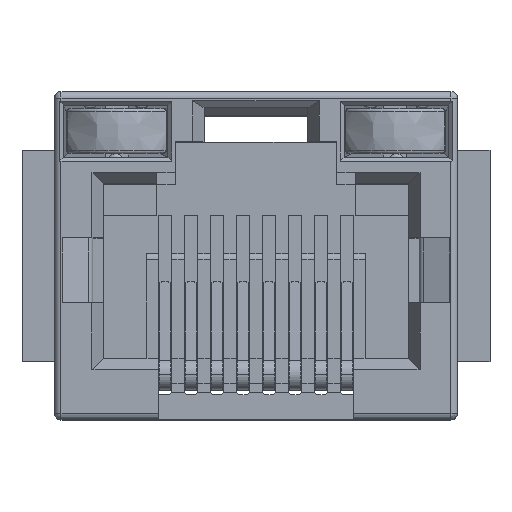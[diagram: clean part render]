
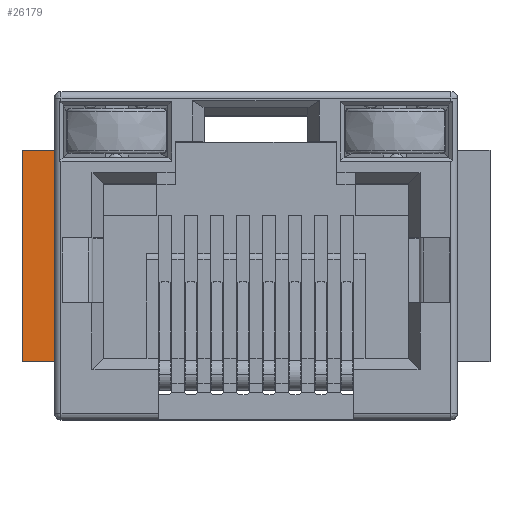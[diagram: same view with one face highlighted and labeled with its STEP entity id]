
A CAD part, top view. The second image highlights one B-rep face of the part: STEP entity #26179.
In plain terms, the highlighted planar face has unit normal (0, 0, 1).
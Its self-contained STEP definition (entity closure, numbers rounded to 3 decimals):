
#5686 = PLANE('',#5687);
#5687 = AXIS2_PLACEMENT_3D('',#5688,#5689,#5690);
#5688 = CARTESIAN_POINT('',(-9.424,4.926,-12.71));
#5689 = DIRECTION('',(-1.,0.,0.));
#5690 = DIRECTION('',(0.,-1.,0.));
#11610 = VERTEX_POINT('',#11611);
#11611 = CARTESIAN_POINT('',(-9.424,2.894,-2.169));
#11625 = PLANE('',#11626);
#11626 = AXIS2_PLACEMENT_3D('',#11627,#11628,#11629);
#11627 = CARTESIAN_POINT('',(-10.694,2.894,-2.169));
#11628 = DIRECTION('',(0.,-1.,0.));
#11629 = DIRECTION('',(0.,0.,-1.));
#11637 = EDGE_CURVE('',#11610,#11638,#11640,.T.);
#11638 = VERTEX_POINT('',#11639);
#11639 = CARTESIAN_POINT('',(-9.424,-5.361,-2.169)
  );
#11640 = SURFACE_CURVE('',#11641,(#11645,#11652),.PCURVE_S1.);
#11641 = LINE('',#11642,#11643);
#11642 = CARTESIAN_POINT('',(-9.424,-1.233,-2.169));
#11643 = VECTOR('',#11644,1.);
#11644 = DIRECTION('',(0.,-1.,0.));
#11645 = PCURVE('',#5686,#11646);
#11646 = DEFINITIONAL_REPRESENTATION('',(#11647),#11651);
#11647 = LINE('',#11648,#11649);
#11648 = CARTESIAN_POINT('',(6.16,10.541));
#11649 = VECTOR('',#11650,1.);
#11650 = DIRECTION('',(1.,0.));
#11651 = ( GEOMETRIC_REPRESENTATION_CONTEXT(2) 
PARAMETRIC_REPRESENTATION_CONTEXT() REPRESENTATION_CONTEXT('2D SPACE',''
  ) );
#11652 = PCURVE('',#11653,#11658);
#11653 = PLANE('',#11654);
#11654 = AXIS2_PLACEMENT_3D('',#11655,#11656,#11657);
#11655 = CARTESIAN_POINT('',(-9.424,-5.361,-2.169));
#11656 = DIRECTION('',(0.,0.,-1.));
#11657 = DIRECTION('',(-1.,0.,0.));
#11658 = DEFINITIONAL_REPRESENTATION('',(#11659),#11663);
#11659 = LINE('',#11660,#11661);
#11660 = CARTESIAN_POINT('',(0.,4.128));
#11661 = VECTOR('',#11662,1.);
#11662 = DIRECTION('',(0.,-1.));
#11663 = ( GEOMETRIC_REPRESENTATION_CONTEXT(2) 
PARAMETRIC_REPRESENTATION_CONTEXT() REPRESENTATION_CONTEXT('2D SPACE',''
  ) );
#11681 = PLANE('',#11682);
#11682 = AXIS2_PLACEMENT_3D('',#11683,#11684,#11685);
#11683 = CARTESIAN_POINT('',(-10.694,-5.361,-3.439));
#11684 = DIRECTION('',(0.,1.,0.));
#11685 = DIRECTION('',(0.,-0.,1.));
#26179 = ADVANCED_FACE('',(#26180),#11653,.F.);
#26180 = FACE_BOUND('',#26181,.T.);
#26181 = EDGE_LOOP('',(#26182,#26212,#26233,#26234));
#26182 = ORIENTED_EDGE('',*,*,#26183,.F.);
#26183 = EDGE_CURVE('',#26184,#26186,#26188,.T.);
#26184 = VERTEX_POINT('',#26185);
#26185 = CARTESIAN_POINT('',(-10.694,-5.361,-2.169));
#26186 = VERTEX_POINT('',#26187);
#26187 = CARTESIAN_POINT('',(-10.694,2.894,-2.169));
#26188 = SURFACE_CURVE('',#26189,(#26193,#26200),.PCURVE_S1.);
#26189 = LINE('',#26190,#26191);
#26190 = CARTESIAN_POINT('',(-10.694,-1.233,-2.169));
#26191 = VECTOR('',#26192,1.);
#26192 = DIRECTION('',(0.,1.,0.));
#26193 = PCURVE('',#11653,#26194);
#26194 = DEFINITIONAL_REPRESENTATION('',(#26195),#26199);
#26195 = LINE('',#26196,#26197);
#26196 = CARTESIAN_POINT('',(1.27,4.128));
#26197 = VECTOR('',#26198,1.);
#26198 = DIRECTION('',(0.,1.));
#26199 = ( GEOMETRIC_REPRESENTATION_CONTEXT(2) 
PARAMETRIC_REPRESENTATION_CONTEXT() REPRESENTATION_CONTEXT('2D SPACE',''
  ) );
#26200 = PCURVE('',#26201,#26206);
#26201 = PLANE('',#26202);
#26202 = AXIS2_PLACEMENT_3D('',#26203,#26204,#26205);
#26203 = CARTESIAN_POINT('',(-10.694,-5.361,-3.439));
#26204 = DIRECTION('',(-1.,0.,0.));
#26205 = DIRECTION('',(0.,0.,1.));
#26206 = DEFINITIONAL_REPRESENTATION('',(#26207),#26211);
#26207 = LINE('',#26208,#26209);
#26208 = CARTESIAN_POINT('',(1.27,4.128));
#26209 = VECTOR('',#26210,1.);
#26210 = DIRECTION('',(0.,1.));
#26211 = ( GEOMETRIC_REPRESENTATION_CONTEXT(2) 
PARAMETRIC_REPRESENTATION_CONTEXT() REPRESENTATION_CONTEXT('2D SPACE',''
  ) );
#26212 = ORIENTED_EDGE('',*,*,#26213,.F.);
#26213 = EDGE_CURVE('',#11638,#26184,#26214,.T.);
#26214 = SURFACE_CURVE('',#26215,(#26219,#26226),.PCURVE_S1.);
#26215 = LINE('',#26216,#26217);
#26216 = CARTESIAN_POINT('',(-10.059,-5.361,-2.169));
#26217 = VECTOR('',#26218,1.);
#26218 = DIRECTION('',(-1.,0.,0.));
#26219 = PCURVE('',#11653,#26220);
#26220 = DEFINITIONAL_REPRESENTATION('',(#26221),#26225);
#26221 = LINE('',#26222,#26223);
#26222 = CARTESIAN_POINT('',(0.635,0.));
#26223 = VECTOR('',#26224,1.);
#26224 = DIRECTION('',(1.,0.));
#26225 = ( GEOMETRIC_REPRESENTATION_CONTEXT(2) 
PARAMETRIC_REPRESENTATION_CONTEXT() REPRESENTATION_CONTEXT('2D SPACE',''
  ) );
#26226 = PCURVE('',#11681,#26227);
#26227 = DEFINITIONAL_REPRESENTATION('',(#26228),#26232);
#26228 = LINE('',#26229,#26230);
#26229 = CARTESIAN_POINT('',(1.27,0.635));
#26230 = VECTOR('',#26231,1.);
#26231 = DIRECTION('',(0.,-1.));
#26232 = ( GEOMETRIC_REPRESENTATION_CONTEXT(2) 
PARAMETRIC_REPRESENTATION_CONTEXT() REPRESENTATION_CONTEXT('2D SPACE',''
  ) );
#26233 = ORIENTED_EDGE('',*,*,#11637,.F.);
#26234 = ORIENTED_EDGE('',*,*,#26235,.F.);
#26235 = EDGE_CURVE('',#26186,#11610,#26236,.T.);
#26236 = SURFACE_CURVE('',#26237,(#26241,#26248),.PCURVE_S1.);
#26237 = LINE('',#26238,#26239);
#26238 = CARTESIAN_POINT('',(-10.059,2.894,-2.169));
#26239 = VECTOR('',#26240,1.);
#26240 = DIRECTION('',(1.,-0.,-0.));
#26241 = PCURVE('',#11653,#26242);
#26242 = DEFINITIONAL_REPRESENTATION('',(#26243),#26247);
#26243 = LINE('',#26244,#26245);
#26244 = CARTESIAN_POINT('',(0.635,8.255));
#26245 = VECTOR('',#26246,1.);
#26246 = DIRECTION('',(-1.,0.));
#26247 = ( GEOMETRIC_REPRESENTATION_CONTEXT(2) 
PARAMETRIC_REPRESENTATION_CONTEXT() REPRESENTATION_CONTEXT('2D SPACE',''
  ) );
#26248 = PCURVE('',#11625,#26249);
#26249 = DEFINITIONAL_REPRESENTATION('',(#26250),#26254);
#26250 = LINE('',#26251,#26252);
#26251 = CARTESIAN_POINT('',(0.,0.635));
#26252 = VECTOR('',#26253,1.);
#26253 = DIRECTION('',(0.,1.));
#26254 = ( GEOMETRIC_REPRESENTATION_CONTEXT(2) 
PARAMETRIC_REPRESENTATION_CONTEXT() REPRESENTATION_CONTEXT('2D SPACE',''
  ) );
